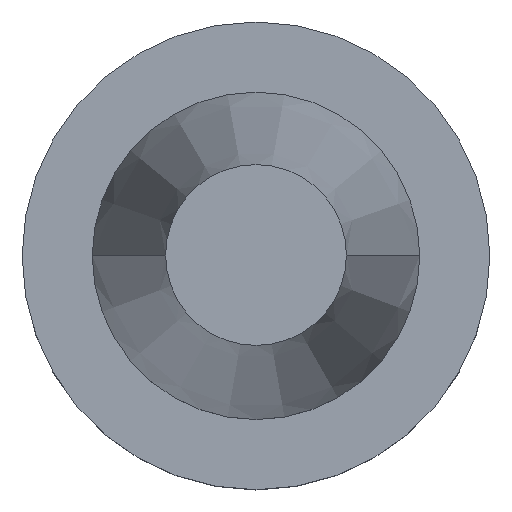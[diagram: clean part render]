
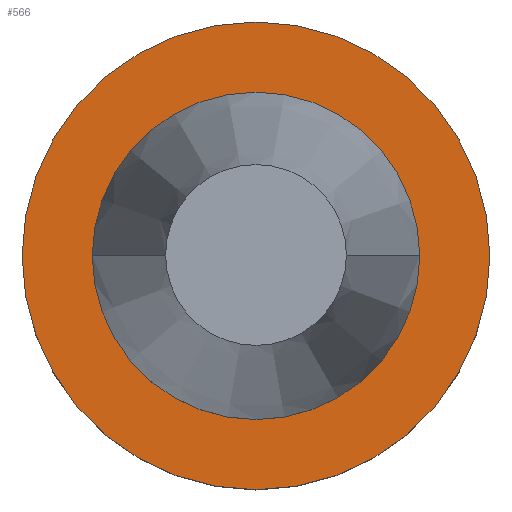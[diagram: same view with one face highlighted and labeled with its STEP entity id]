
A CAD part, top view. The second image highlights one B-rep face of the part: STEP entity #566.
In plain terms, the highlighted planar face has unit normal (0, 0, 1).
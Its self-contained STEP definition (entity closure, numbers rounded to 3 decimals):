
#4 = CARTESIAN_POINT ( 'NONE',  ( 0., 0., -1. ) ) ;
#37 = CARTESIAN_POINT ( 'NONE',  ( 22.225, 0., -1. ) ) ;
#38 = CARTESIAN_POINT ( 'NONE',  ( 0., 0., -1. ) ) ;
#42 = EDGE_CURVE ( 'NONE', #74, #92, #52, .T. ) ;
#52 = CIRCLE ( 'NONE', #475, 22.225 ) ;
#65 = EDGE_CURVE ( 'NONE', #846, #288, #217, .T. ) ;
#74 = VERTEX_POINT ( 'NONE', #586 ) ;
#92 = VERTEX_POINT ( 'NONE', #37 ) ;
#100 = AXIS2_PLACEMENT_3D ( 'NONE', #760, #510, #444 ) ;
#112 = AXIS2_PLACEMENT_3D ( 'NONE', #38, #328, #311 ) ;
#128 = CARTESIAN_POINT ( 'NONE',  ( 0., 0., -1. ) ) ;
#187 = DIRECTION ( 'NONE',  ( 1., 0., 0. ) ) ;
#217 = CIRCLE ( 'NONE', #112, 31.75 ) ;
#220 = ORIENTED_EDGE ( 'NONE', *, *, #42, .F. ) ;
#226 = EDGE_CURVE ( 'NONE', #92, #74, #330, .T. ) ;
#242 = CARTESIAN_POINT ( 'NONE',  ( -31.75, 0., -1. ) ) ;
#249 = PLANE ( 'NONE',  #100 ) ;
#256 = DIRECTION ( 'NONE',  ( 0., 0., 1. ) ) ;
#286 = CIRCLE ( 'NONE', #357, 31.75 ) ;
#288 = VERTEX_POINT ( 'NONE', #426 ) ;
#311 = DIRECTION ( 'NONE',  ( 1., 0., 0. ) ) ;
#328 = DIRECTION ( 'NONE',  ( 0., 0., 1. ) ) ;
#330 = CIRCLE ( 'NONE', #804, 22.225 ) ;
#357 = AXIS2_PLACEMENT_3D ( 'NONE', #701, #256, #764 ) ;
#388 = DIRECTION ( 'NONE',  ( 0., 0., 1. ) ) ;
#426 = CARTESIAN_POINT ( 'NONE',  ( 31.75, 0., -1. ) ) ;
#436 = EDGE_CURVE ( 'NONE', #288, #846, #286, .T. ) ;
#443 = EDGE_LOOP ( 'NONE', ( #548, #834 ) ) ;
#444 = DIRECTION ( 'NONE',  ( -1., 0., 0. ) ) ;
#475 = AXIS2_PLACEMENT_3D ( 'NONE', #128, #388, #187 ) ;
#510 = DIRECTION ( 'NONE',  ( 0., 0., -1. ) ) ;
#548 = ORIENTED_EDGE ( 'NONE', *, *, #436, .T. ) ;
#566 = ADVANCED_FACE ( 'NONE', ( #579, #584 ), #249, .F. ) ;
#579 = FACE_BOUND ( 'NONE', #808, .T. ) ;
#584 = FACE_OUTER_BOUND ( 'NONE', #443, .T. ) ;
#586 = CARTESIAN_POINT ( 'NONE',  ( -22.225, 0., -1. ) ) ;
#603 = DIRECTION ( 'NONE',  ( 0., 0., 1. ) ) ;
#701 = CARTESIAN_POINT ( 'NONE',  ( 0., 0., -1. ) ) ;
#760 = CARTESIAN_POINT ( 'NONE',  ( 0., 31.75, -1. ) ) ;
#764 = DIRECTION ( 'NONE',  ( 1., 0., 0. ) ) ;
#781 = ORIENTED_EDGE ( 'NONE', *, *, #226, .F. ) ;
#792 = DIRECTION ( 'NONE',  ( 1., 0., 0. ) ) ;
#804 = AXIS2_PLACEMENT_3D ( 'NONE', #4, #603, #792 ) ;
#808 = EDGE_LOOP ( 'NONE', ( #781, #220 ) ) ;
#834 = ORIENTED_EDGE ( 'NONE', *, *, #65, .T. ) ;
#846 = VERTEX_POINT ( 'NONE', #242 ) ;
